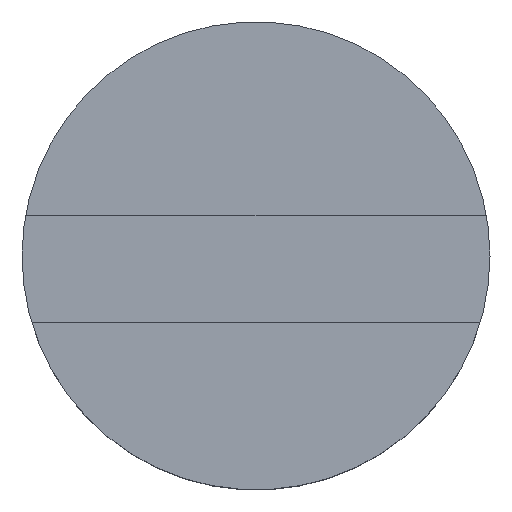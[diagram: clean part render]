
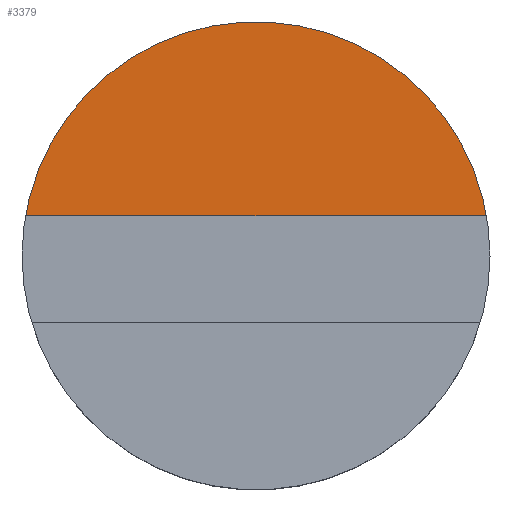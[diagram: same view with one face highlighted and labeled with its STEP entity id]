
A CAD part, top view. The second image highlights one B-rep face of the part: STEP entity #3379.
In plain terms, the highlighted planar face has unit normal (0, 0, 1).
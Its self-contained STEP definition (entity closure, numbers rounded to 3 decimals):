
#2155 = VERTEX_POINT('',#2156);
#2156 = CARTESIAN_POINT('',(1.721,0.3,1.3));
#2162 = EDGE_CURVE('',#2155,#2163,#2165,.T.);
#2163 = VERTEX_POINT('',#2164);
#2164 = CARTESIAN_POINT('',(1.695,0.435,1.3));
#2165 = LINE('',#2166,#2167);
#2166 = CARTESIAN_POINT('',(1.736,0.219,1.3));
#2167 = VECTOR('',#2168,1.);
#2168 = DIRECTION('',(-0.187,0.982,0.));
#2209 = EDGE_CURVE('',#2163,#2210,#2212,.T.);
#2210 = VERTEX_POINT('',#2211);
#2211 = CARTESIAN_POINT('',(1.627,0.644,1.3));
#2212 = LINE('',#2213,#2214);
#2213 = CARTESIAN_POINT('',(1.695,0.435,1.3));
#2214 = VECTOR('',#2215,1.);
#2215 = DIRECTION('',(-0.309,0.951,0.));
#2273 = EDGE_CURVE('',#2210,#2274,#2276,.T.);
#2274 = VERTEX_POINT('',#2275);
#2275 = CARTESIAN_POINT('',(1.534,0.843,1.3));
#2276 = LINE('',#2277,#2278);
#2277 = CARTESIAN_POINT('',(1.627,0.644,1.3));
#2278 = VECTOR('',#2279,1.);
#2279 = DIRECTION('',(-0.426,0.905,0.));
#2321 = EDGE_CURVE('',#2274,#2322,#2324,.T.);
#2322 = VERTEX_POINT('',#2323);
#2323 = CARTESIAN_POINT('',(1.416,1.029,1.3));
#2324 = LINE('',#2325,#2326);
#2325 = CARTESIAN_POINT('',(1.534,0.843,1.3));
#2326 = VECTOR('',#2327,1.);
#2327 = DIRECTION('',(-0.536,0.844,0.));
#2369 = EDGE_CURVE('',#2322,#2370,#2372,.T.);
#2370 = VERTEX_POINT('',#2371);
#2371 = CARTESIAN_POINT('',(1.276,1.198,1.3));
#2372 = LINE('',#2373,#2374);
#2373 = CARTESIAN_POINT('',(1.416,1.029,1.3));
#2374 = VECTOR('',#2375,1.);
#2375 = DIRECTION('',(-0.637,0.771,0.));
#2417 = EDGE_CURVE('',#2370,#2418,#2420,.T.);
#2418 = VERTEX_POINT('',#2419);
#2419 = CARTESIAN_POINT('',(1.115,1.348,1.3));
#2420 = LINE('',#2421,#2422);
#2421 = CARTESIAN_POINT('',(1.276,1.198,1.3));
#2422 = VECTOR('',#2423,1.);
#2423 = DIRECTION('',(-0.729,0.685,0.));
#2465 = EDGE_CURVE('',#2418,#2466,#2468,.T.);
#2466 = VERTEX_POINT('',#2467);
#2467 = CARTESIAN_POINT('',(0.938,1.478,1.3));
#2468 = LINE('',#2469,#2470);
#2469 = CARTESIAN_POINT('',(1.115,1.348,1.3));
#2470 = VECTOR('',#2471,1.);
#2471 = DIRECTION('',(-0.809,0.588,0.));
#2513 = EDGE_CURVE('',#2466,#2514,#2516,.T.);
#2514 = VERTEX_POINT('',#2515);
#2515 = CARTESIAN_POINT('',(0.745,1.583,1.3));
#2516 = LINE('',#2517,#2518);
#2517 = CARTESIAN_POINT('',(0.938,1.478,1.3));
#2518 = VECTOR('',#2519,1.);
#2519 = DIRECTION('',(-0.876,0.482,0.));
#2561 = EDGE_CURVE('',#2514,#2562,#2564,.T.);
#2562 = VERTEX_POINT('',#2563);
#2563 = CARTESIAN_POINT('',(0.541,1.664,1.3));
#2564 = LINE('',#2565,#2566);
#2565 = CARTESIAN_POINT('',(0.745,1.583,1.3));
#2566 = VECTOR('',#2567,1.);
#2567 = DIRECTION('',(-0.93,0.368,0.));
#2609 = EDGE_CURVE('',#2562,#2610,#2612,.T.);
#2610 = VERTEX_POINT('',#2611);
#2611 = CARTESIAN_POINT('',(0.328,1.719,1.3));
#2612 = LINE('',#2613,#2614);
#2613 = CARTESIAN_POINT('',(0.541,1.664,1.3));
#2614 = VECTOR('',#2615,1.);
#2615 = DIRECTION('',(-0.969,0.249,0.));
#2657 = EDGE_CURVE('',#2610,#2658,#2660,.T.);
#2658 = VERTEX_POINT('',#2659);
#2659 = CARTESIAN_POINT('',(0.11,1.747,1.3));
#2660 = LINE('',#2661,#2662);
#2661 = CARTESIAN_POINT('',(0.328,1.719,1.3));
#2662 = VECTOR('',#2663,1.);
#2663 = DIRECTION('',(-0.992,0.125,0.));
#2705 = EDGE_CURVE('',#2658,#2706,#2708,.T.);
#2706 = VERTEX_POINT('',#2707);
#2707 = CARTESIAN_POINT('',(-0.11,1.747,1.3));
#2708 = LINE('',#2709,#2710);
#2709 = CARTESIAN_POINT('',(0.11,1.747,1.3));
#2710 = VECTOR('',#2711,1.);
#2711 = DIRECTION('',(-1.,0.,0.));
#2753 = EDGE_CURVE('',#2706,#2754,#2756,.T.);
#2754 = VERTEX_POINT('',#2755);
#2755 = CARTESIAN_POINT('',(-0.328,1.719,1.3));
#2756 = LINE('',#2757,#2758);
#2757 = CARTESIAN_POINT('',(-0.11,1.747,1.3));
#2758 = VECTOR('',#2759,1.);
#2759 = DIRECTION('',(-0.992,-0.125,0.));
#2801 = EDGE_CURVE('',#2754,#2802,#2804,.T.);
#2802 = VERTEX_POINT('',#2803);
#2803 = CARTESIAN_POINT('',(-0.541,1.664,1.3));
#2804 = LINE('',#2805,#2806);
#2805 = CARTESIAN_POINT('',(-0.328,1.719,1.3));
#2806 = VECTOR('',#2807,1.);
#2807 = DIRECTION('',(-0.969,-0.249,0.));
#2849 = EDGE_CURVE('',#2802,#2850,#2852,.T.);
#2850 = VERTEX_POINT('',#2851);
#2851 = CARTESIAN_POINT('',(-0.745,1.583,1.3));
#2852 = LINE('',#2853,#2854);
#2853 = CARTESIAN_POINT('',(-0.541,1.664,1.3));
#2854 = VECTOR('',#2855,1.);
#2855 = DIRECTION('',(-0.93,-0.368,0.));
#2897 = EDGE_CURVE('',#2850,#2898,#2900,.T.);
#2898 = VERTEX_POINT('',#2899);
#2899 = CARTESIAN_POINT('',(-0.938,1.478,1.3));
#2900 = LINE('',#2901,#2902);
#2901 = CARTESIAN_POINT('',(-0.745,1.583,1.3));
#2902 = VECTOR('',#2903,1.);
#2903 = DIRECTION('',(-0.876,-0.482,0.));
#2945 = EDGE_CURVE('',#2898,#2946,#2948,.T.);
#2946 = VERTEX_POINT('',#2947);
#2947 = CARTESIAN_POINT('',(-1.115,1.348,1.3));
#2948 = LINE('',#2949,#2950);
#2949 = CARTESIAN_POINT('',(-0.938,1.478,1.3));
#2950 = VECTOR('',#2951,1.);
#2951 = DIRECTION('',(-0.809,-0.588,0.));
#2993 = EDGE_CURVE('',#2946,#2994,#2996,.T.);
#2994 = VERTEX_POINT('',#2995);
#2995 = CARTESIAN_POINT('',(-1.276,1.198,1.3));
#2996 = LINE('',#2997,#2998);
#2997 = CARTESIAN_POINT('',(-1.115,1.348,1.3));
#2998 = VECTOR('',#2999,1.);
#2999 = DIRECTION('',(-0.729,-0.685,0.));
#3041 = EDGE_CURVE('',#2994,#3042,#3044,.T.);
#3042 = VERTEX_POINT('',#3043);
#3043 = CARTESIAN_POINT('',(-1.416,1.029,1.3));
#3044 = LINE('',#3045,#3046);
#3045 = CARTESIAN_POINT('',(-1.276,1.198,1.3));
#3046 = VECTOR('',#3047,1.);
#3047 = DIRECTION('',(-0.637,-0.771,0.));
#3089 = EDGE_CURVE('',#3042,#3090,#3092,.T.);
#3090 = VERTEX_POINT('',#3091);
#3091 = CARTESIAN_POINT('',(-1.534,0.843,1.3));
#3092 = LINE('',#3093,#3094);
#3093 = CARTESIAN_POINT('',(-1.416,1.029,1.3));
#3094 = VECTOR('',#3095,1.);
#3095 = DIRECTION('',(-0.536,-0.844,0.));
#3137 = EDGE_CURVE('',#3090,#3138,#3140,.T.);
#3138 = VERTEX_POINT('',#3139);
#3139 = CARTESIAN_POINT('',(-1.627,0.644,1.3));
#3140 = LINE('',#3141,#3142);
#3141 = CARTESIAN_POINT('',(-1.534,0.843,1.3));
#3142 = VECTOR('',#3143,1.);
#3143 = DIRECTION('',(-0.426,-0.905,0.));
#3185 = EDGE_CURVE('',#3138,#3186,#3188,.T.);
#3186 = VERTEX_POINT('',#3187);
#3187 = CARTESIAN_POINT('',(-1.695,0.435,1.3));
#3188 = LINE('',#3189,#3190);
#3189 = CARTESIAN_POINT('',(-1.627,0.644,1.3));
#3190 = VECTOR('',#3191,1.);
#3191 = DIRECTION('',(-0.309,-0.951,0.));
#3250 = EDGE_CURVE('',#3186,#3251,#3253,.T.);
#3251 = VERTEX_POINT('',#3252);
#3252 = CARTESIAN_POINT('',(-1.721,0.3,1.3));
#3253 = LINE('',#3254,#3255);
#3254 = CARTESIAN_POINT('',(-1.695,0.435,1.3));
#3255 = VECTOR('',#3256,1.);
#3256 = DIRECTION('',(-0.187,-0.982,0.));
#3379 = ADVANCED_FACE('',(#3380),#3411,.T.);
#3380 = FACE_BOUND('',#3381,.T.);
#3381 = EDGE_LOOP('',(#3382,#3388,#3389,#3390,#3391,#3392,#3393,#3394,
    #3395,#3396,#3397,#3398,#3399,#3400,#3401,#3402,#3403,#3404,#3405,
    #3406,#3407,#3408,#3409,#3410));
#3382 = ORIENTED_EDGE('',*,*,#3383,.T.);
#3383 = EDGE_CURVE('',#3251,#2155,#3384,.T.);
#3384 = LINE('',#3385,#3386);
#3385 = CARTESIAN_POINT('',(-1.75,0.3,1.3));
#3386 = VECTOR('',#3387,1.);
#3387 = DIRECTION('',(1.,0.,0.));
#3388 = ORIENTED_EDGE('',*,*,#2162,.T.);
#3389 = ORIENTED_EDGE('',*,*,#2209,.T.);
#3390 = ORIENTED_EDGE('',*,*,#2273,.T.);
#3391 = ORIENTED_EDGE('',*,*,#2321,.T.);
#3392 = ORIENTED_EDGE('',*,*,#2369,.T.);
#3393 = ORIENTED_EDGE('',*,*,#2417,.T.);
#3394 = ORIENTED_EDGE('',*,*,#2465,.T.);
#3395 = ORIENTED_EDGE('',*,*,#2513,.T.);
#3396 = ORIENTED_EDGE('',*,*,#2561,.T.);
#3397 = ORIENTED_EDGE('',*,*,#2609,.T.);
#3398 = ORIENTED_EDGE('',*,*,#2657,.T.);
#3399 = ORIENTED_EDGE('',*,*,#2705,.T.);
#3400 = ORIENTED_EDGE('',*,*,#2753,.T.);
#3401 = ORIENTED_EDGE('',*,*,#2801,.T.);
#3402 = ORIENTED_EDGE('',*,*,#2849,.T.);
#3403 = ORIENTED_EDGE('',*,*,#2897,.T.);
#3404 = ORIENTED_EDGE('',*,*,#2945,.T.);
#3405 = ORIENTED_EDGE('',*,*,#2993,.T.);
#3406 = ORIENTED_EDGE('',*,*,#3041,.T.);
#3407 = ORIENTED_EDGE('',*,*,#3089,.T.);
#3408 = ORIENTED_EDGE('',*,*,#3137,.T.);
#3409 = ORIENTED_EDGE('',*,*,#3185,.T.);
#3410 = ORIENTED_EDGE('',*,*,#3250,.T.);
#3411 = PLANE('',#3412);
#3412 = AXIS2_PLACEMENT_3D('',#3413,#3414,#3415);
#3413 = CARTESIAN_POINT('',(0.,0.,1.3)
  );
#3414 = DIRECTION('',(0.,0.,1.));
#3415 = DIRECTION('',(1.,0.,0.));
